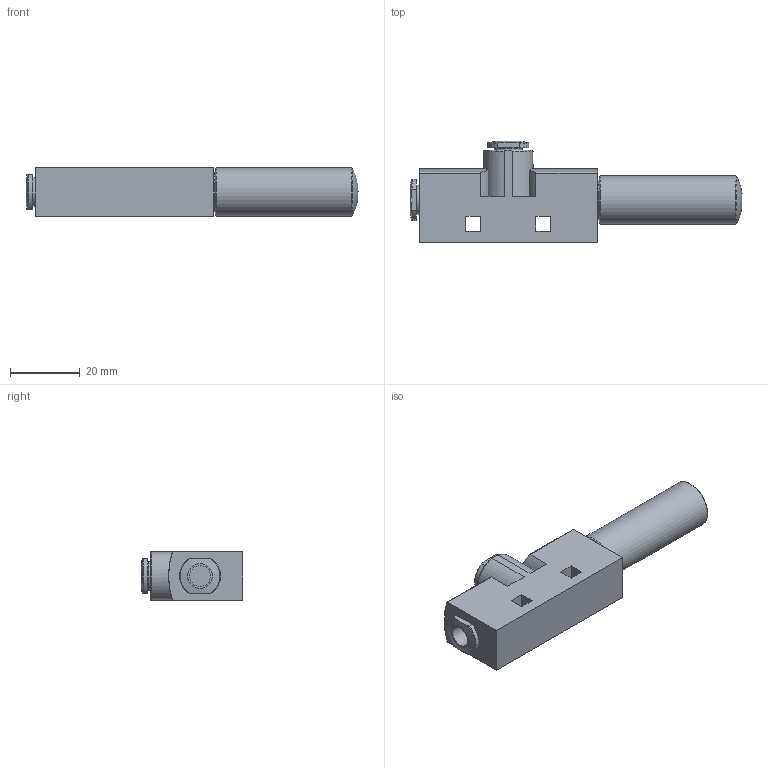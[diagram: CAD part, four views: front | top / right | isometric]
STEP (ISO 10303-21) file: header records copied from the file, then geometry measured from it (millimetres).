
FILE_DESCRIPTION(/* description */ ('STEP AP214'),/* implementation_level */ '2;1');
FILE_NAME(/* name */ '8187682_VN-05-H-T3-PQ2-VQ2-RO1-F1A',/* time_stamp */ '2024-09-16T23:27:39+02:00',/* author */ ('License CC BY-ND 4.0'),/* organization */ ('CADENAS'),/* preprocessor_version */ 'ST-DEVELOPER v19.3',/* originating_system */ 'PARTsolutions',/* authorisation */ ' ');
FILE_SCHEMA (('AUTOMOTIVE_DESIGN {1 0 10303 214 3 1 1}'));
Length unit declared in the file: millimetre
Products named in the file (1): 8187682 VN-05-H-T3-PQ2-VQ2-RO1-F1A
Bounding box: 95.25 x 29.1 x 14 mm (x, y, z)
Volume: 20669.6 mm3; surface area: 7706.2 mm2
Topology: 1 solids, 1 shells, 66 faces, 165 edges, 109 vertices
Faces by surface type: plane 30, cylinder 22, torus 11, cone 3
Full cylindrical faces by diameter (mm): 6 x2, 8.1 x2, 11.4 x1, 13.8 x1
Entity records: 2379 total; most frequent: CARTESIAN_POINT 411, DIRECTION 302, ORIENTED_EDGE 284, EDGE_CURVE 142, AXIS2_PLACEMENT_3D 117, VERTEX_POINT 102, EDGE_LOOP 94, FACE_BOUND 94
